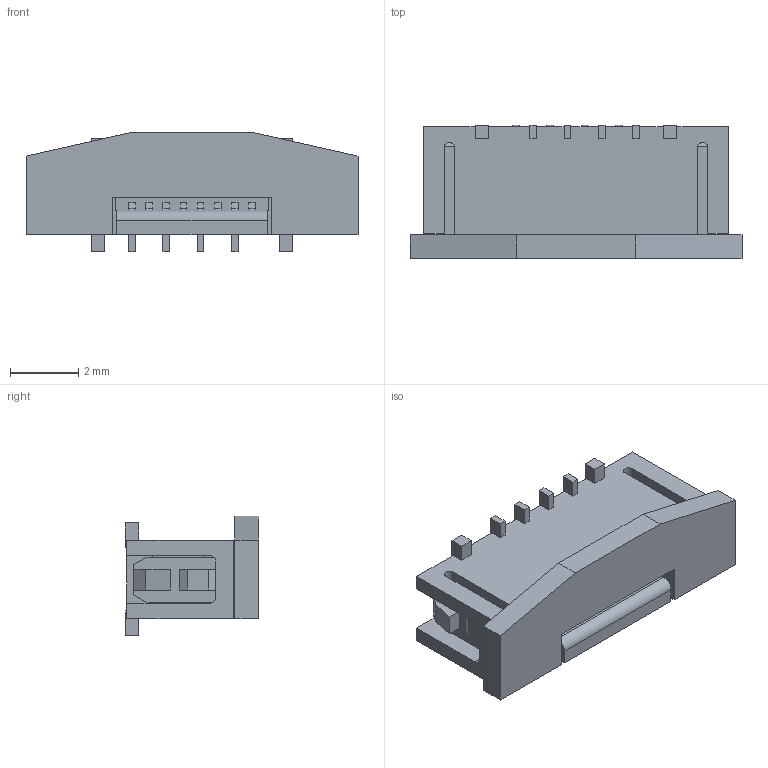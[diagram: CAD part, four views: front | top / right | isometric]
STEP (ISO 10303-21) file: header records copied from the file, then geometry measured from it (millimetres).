
FILE_DESCRIPTION(('STEP AP242'),'1');
FILE_NAME('0525590870.stp','2025-04-24T21:43:32',('TraceParts'),('TraceParts S.A.'),'Spatial InterOp 3D',' ',' ');
FILE_SCHEMA(('AP242_MANAGED_MODEL_BASED_3D_ENGINEERING_MIM_LF {1 0 10303 442 1 1 4}'));
Length unit declared in the file: millimetre
Products named in the file (1): 0525590870
Bounding box: 9.7 x 3.9 x 3.5 mm (x, y, z)
Volume: 72.5 mm3; surface area: 256 mm2
Topology: 1 solids, 1 shells, 288 faces, 921 edges, 606 vertices
Faces by surface type: plane 243, cylinder 45
Entity records: 10092 total; most frequent: ORIENTED_EDGE 1842, CARTESIAN_POINT 1816, DIRECTION 1589, EDGE_CURVE 921, LINE 831, VECTOR 831, VERTEX_POINT 606, AXIS2_PLACEMENT_3D 379
